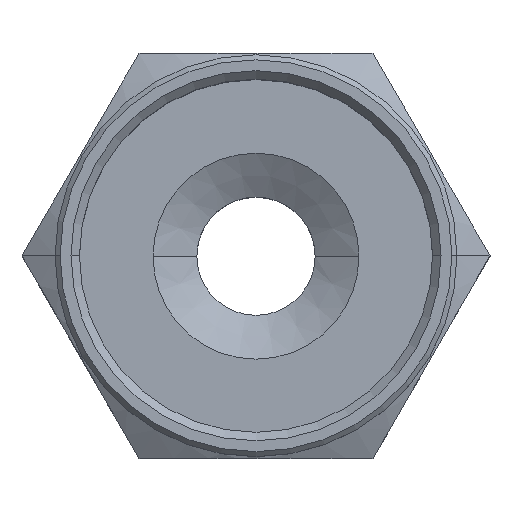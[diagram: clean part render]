
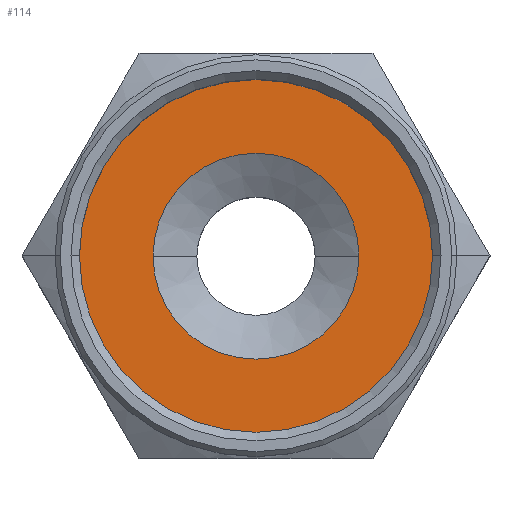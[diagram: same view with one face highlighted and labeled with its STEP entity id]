
A CAD part, top view. The second image highlights one B-rep face of the part: STEP entity #114.
In plain terms, the highlighted planar face has unit normal (0, 0, 1).
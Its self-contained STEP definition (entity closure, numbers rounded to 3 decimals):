
#114=ADVANCED_FACE('',(#231,#232),#233,.F.);
#231=FACE_OUTER_BOUND('',#350,.T.);
#232=FACE_BOUND('',#351,.T.);
#233=PLANE('',#352);
#350=EDGE_LOOP('',(#605,#606));
#351=EDGE_LOOP('',(#607,#608));
#352=AXIS2_PLACEMENT_3D('',#609,#610,#611);
#605=ORIENTED_EDGE('',*,*,#714,.T.);
#606=ORIENTED_EDGE('',*,*,#771,.T.);
#607=ORIENTED_EDGE('',*,*,#741,.T.);
#608=ORIENTED_EDGE('',*,*,#750,.T.);
#609=CARTESIAN_POINT('',(0.0,0.0,-0.036));
#610=DIRECTION('',(-0.0,-0.0,-1.0));
#611=DIRECTION('',(0.0,-1.0,0.0));
#714=EDGE_CURVE('',#847,#850,#852,.T.);
#741=EDGE_CURVE('',#892,#890,#893,.T.);
#750=EDGE_CURVE('',#890,#892,#904,.T.);
#771=EDGE_CURVE('',#850,#847,#927,.T.);
#847=VERTEX_POINT('',#1017);
#850=VERTEX_POINT('',#1021);
#852=CIRCLE('',#1024,10.455);
#890=VERTEX_POINT('',#1136);
#892=VERTEX_POINT('',#1139);
#893=CIRCLE('',#1140,6.098);
#904=CIRCLE('',#1176,6.098);
#927=CIRCLE('',#1247,10.455);
#1017=CARTESIAN_POINT('',(-10.455,0.0,-0.036));
#1021=CARTESIAN_POINT('',(10.455,0.,-0.036));
#1024=AXIS2_PLACEMENT_3D('',#1322,#1323,#1324);
#1136=CARTESIAN_POINT('',(6.098,0.,-0.036));
#1139=CARTESIAN_POINT('',(-6.098,0.0,-0.036));
#1140=AXIS2_PLACEMENT_3D('',#1352,#1353,#1354);
#1176=AXIS2_PLACEMENT_3D('',#1361,#1362,#1363);
#1247=AXIS2_PLACEMENT_3D('',#1374,#1375,#1376);
#1322=CARTESIAN_POINT('',(0.0,0.0,-0.036));
#1323=DIRECTION('',(0.0,0.0,1.0));
#1324=DIRECTION('',(-1.0,0.0,0.0));
#1352=CARTESIAN_POINT('',(0.0,0.0,-0.036));
#1353=DIRECTION('',(0.0,0.0,-1.0));
#1354=DIRECTION('',(-1.0,0.0,0.0));
#1361=CARTESIAN_POINT('',(0.0,0.0,-0.036));
#1362=DIRECTION('',(0.0,0.0,-1.0));
#1363=DIRECTION('',(-1.0,0.0,0.0));
#1374=CARTESIAN_POINT('',(0.0,0.0,-0.036));
#1375=DIRECTION('',(0.0,0.0,1.0));
#1376=DIRECTION('',(-1.0,0.0,0.0));
